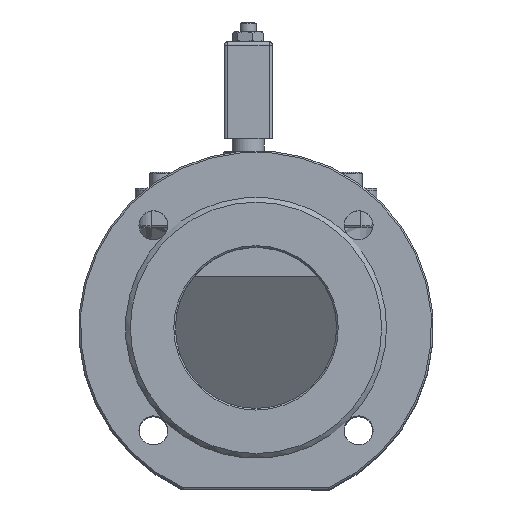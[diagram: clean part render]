
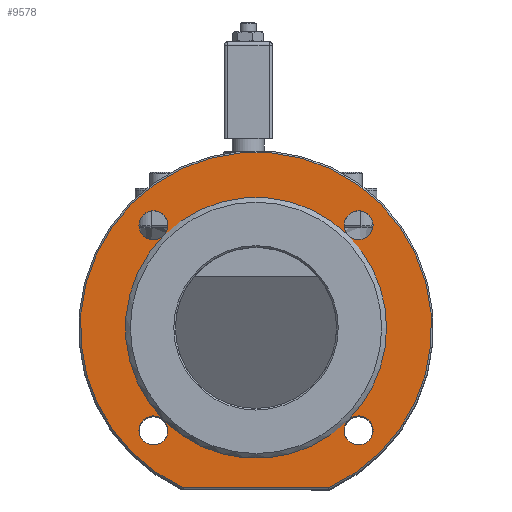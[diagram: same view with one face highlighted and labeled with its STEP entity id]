
A CAD part, top view. The second image highlights one B-rep face of the part: STEP entity #9578.
In plain terms, the highlighted planar face has unit normal (0, 0, 1).
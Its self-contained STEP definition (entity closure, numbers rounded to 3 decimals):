
#186=FACE_BOUND('',#1477,.T.);
#232=PLANE('',#10228);
#508=CIRCLE('',#10209,109.);
#525=CIRCLE('',#10229,9.);
#526=CIRCLE('',#10230,81.);
#527=CIRCLE('',#10231,9.);
#528=CIRCLE('',#10232,9.);
#529=CIRCLE('',#10233,81.);
#530=CIRCLE('',#10234,9.);
#531=CIRCLE('',#10235,9.);
#532=CIRCLE('',#10236,81.);
#533=CIRCLE('',#10237,81.);
#534=CIRCLE('',#10238,9.);
#535=CIRCLE('',#10239,9.);
#536=CIRCLE('',#10240,81.);
#537=CIRCLE('',#10241,9.);
#929=FACE_OUTER_BOUND('',#1476,.T.);
#1476=EDGE_LOOP('',(#6174,#6175));
#1477=EDGE_LOOP('',(#6176,#6177,#6178,#6179,#6180,#6181,#6182,#6183,#6184,
#6185,#6186,#6187,#6188));
#2079=LINE('',#13940,#2841);
#2841=VECTOR('',#11181,10.);
#3804=VERTEX_POINT('',#13896);
#3805=VERTEX_POINT('',#13917);
#3826=VERTEX_POINT('',#13984);
#3827=VERTEX_POINT('',#13985);
#3828=VERTEX_POINT('',#13987);
#3829=VERTEX_POINT('',#13989);
#3830=VERTEX_POINT('',#13992);
#3831=VERTEX_POINT('',#13994);
#3832=VERTEX_POINT('',#13997);
#3833=VERTEX_POINT('',#13999);
#3834=VERTEX_POINT('',#14001);
#4712=EDGE_CURVE('',#3804,#3805,#508,.T.);
#4714=EDGE_CURVE('',#3805,#3804,#2079,.T.);
#4736=EDGE_CURVE('',#3826,#3827,#525,.T.);
#4737=EDGE_CURVE('',#3828,#3826,#526,.T.);
#4738=EDGE_CURVE('',#3829,#3828,#527,.T.);
#4739=EDGE_CURVE('',#3828,#3829,#528,.T.);
#4740=EDGE_CURVE('',#3830,#3828,#529,.T.);
#4741=EDGE_CURVE('',#3831,#3830,#530,.T.);
#4742=EDGE_CURVE('',#3830,#3831,#531,.T.);
#4743=EDGE_CURVE('',#3832,#3830,#532,.T.);
#4744=EDGE_CURVE('',#3833,#3832,#533,.T.);
#4745=EDGE_CURVE('',#3834,#3833,#534,.T.);
#4746=EDGE_CURVE('',#3833,#3834,#535,.T.);
#4747=EDGE_CURVE('',#3826,#3833,#536,.T.);
#4748=EDGE_CURVE('',#3827,#3826,#537,.T.);
#6174=ORIENTED_EDGE('',*,*,#4714,.F.);
#6175=ORIENTED_EDGE('',*,*,#4712,.F.);
#6176=ORIENTED_EDGE('',*,*,#4736,.F.);
#6177=ORIENTED_EDGE('',*,*,#4737,.F.);
#6178=ORIENTED_EDGE('',*,*,#4738,.F.);
#6179=ORIENTED_EDGE('',*,*,#4739,.F.);
#6180=ORIENTED_EDGE('',*,*,#4740,.F.);
#6181=ORIENTED_EDGE('',*,*,#4741,.F.);
#6182=ORIENTED_EDGE('',*,*,#4742,.F.);
#6183=ORIENTED_EDGE('',*,*,#4743,.F.);
#6184=ORIENTED_EDGE('',*,*,#4744,.F.);
#6185=ORIENTED_EDGE('',*,*,#4745,.F.);
#6186=ORIENTED_EDGE('',*,*,#4746,.F.);
#6187=ORIENTED_EDGE('',*,*,#4747,.F.);
#6188=ORIENTED_EDGE('',*,*,#4748,.F.);
#9578=ADVANCED_FACE('',(#929,#186),#232,.F.);
#10209=AXIS2_PLACEMENT_3D('',#13918,#11177,#11178);
#10228=AXIS2_PLACEMENT_3D('',#13983,#11221,#11222);
#10229=AXIS2_PLACEMENT_3D('',#13986,#11223,#11224);
#10230=AXIS2_PLACEMENT_3D('',#13988,#11225,#11226);
#10231=AXIS2_PLACEMENT_3D('',#13990,#11227,#11228);
#10232=AXIS2_PLACEMENT_3D('',#13991,#11229,#11230);
#10233=AXIS2_PLACEMENT_3D('',#13993,#11231,#11232);
#10234=AXIS2_PLACEMENT_3D('',#13995,#11233,#11234);
#10235=AXIS2_PLACEMENT_3D('',#13996,#11235,#11236);
#10236=AXIS2_PLACEMENT_3D('',#13998,#11237,#11238);
#10237=AXIS2_PLACEMENT_3D('',#14000,#11239,#11240);
#10238=AXIS2_PLACEMENT_3D('',#14002,#11241,#11242);
#10239=AXIS2_PLACEMENT_3D('',#14003,#11243,#11244);
#10240=AXIS2_PLACEMENT_3D('',#14004,#11245,#11246);
#10241=AXIS2_PLACEMENT_3D('',#14005,#11247,#11248);
#11177=DIRECTION('center_axis',(0.,0.,-1.));
#11178=DIRECTION('ref_axis',(1.,0.,0.));
#11181=DIRECTION('',(-1.,0.,0.));
#11221=DIRECTION('center_axis',(0.,0.,-1.));
#11222=DIRECTION('ref_axis',(-1.,0.,0.));
#11223=DIRECTION('center_axis',(0.,0.,1.));
#11224=DIRECTION('ref_axis',(1.,0.,0.));
#11225=DIRECTION('center_axis',(0.,0.,1.));
#11226=DIRECTION('ref_axis',(-1.,0.,0.));
#11227=DIRECTION('center_axis',(0.,0.,1.));
#11228=DIRECTION('ref_axis',(1.,0.,0.));
#11229=DIRECTION('center_axis',(0.,0.,1.));
#11230=DIRECTION('ref_axis',(1.,0.,0.));
#11231=DIRECTION('center_axis',(0.,0.,1.));
#11232=DIRECTION('ref_axis',(-1.,0.,0.));
#11233=DIRECTION('center_axis',(0.,0.,1.));
#11234=DIRECTION('ref_axis',(1.,0.,0.));
#11235=DIRECTION('center_axis',(0.,0.,1.));
#11236=DIRECTION('ref_axis',(1.,0.,0.));
#11237=DIRECTION('center_axis',(0.,0.,1.));
#11238=DIRECTION('ref_axis',(-1.,0.,0.));
#11239=DIRECTION('center_axis',(0.,0.,1.));
#11240=DIRECTION('ref_axis',(-1.,0.,0.));
#11241=DIRECTION('center_axis',(0.,0.,1.));
#11242=DIRECTION('ref_axis',(1.,0.,0.));
#11243=DIRECTION('center_axis',(0.,0.,1.));
#11244=DIRECTION('ref_axis',(1.,0.,0.));
#11245=DIRECTION('center_axis',(0.,0.,1.));
#11246=DIRECTION('ref_axis',(-1.,0.,0.));
#11247=DIRECTION('center_axis',(0.,0.,1.));
#11248=DIRECTION('ref_axis',(1.,0.,0.));
#13896=CARTESIAN_POINT('',(-45.607,-99.,0.));
#13917=CARTESIAN_POINT('',(45.607,-99.,0.));
#13918=CARTESIAN_POINT('Origin',(0.,0.,0.));
#13940=CARTESIAN_POINT('',(-27.679,-99.,0.));
#13983=CARTESIAN_POINT('Origin',(0.,0.,0.));
#13984=CARTESIAN_POINT('',(-57.276,-57.276,0.));
#13985=CARTESIAN_POINT('',(-72.64,-63.64,0.));
#13986=CARTESIAN_POINT('Origin',(-63.64,-63.64,0.));
#13987=CARTESIAN_POINT('',(-57.276,57.276,0.));
#13988=CARTESIAN_POINT('Origin',(0.,0.,0.));
#13989=CARTESIAN_POINT('',(-72.64,63.64,0.));
#13990=CARTESIAN_POINT('Origin',(-63.64,63.64,0.));
#13991=CARTESIAN_POINT('Origin',(-63.64,63.64,0.));
#13992=CARTESIAN_POINT('',(57.276,57.276,0.));
#13993=CARTESIAN_POINT('Origin',(0.,0.,0.));
#13994=CARTESIAN_POINT('',(54.64,63.64,0.));
#13995=CARTESIAN_POINT('Origin',(63.64,63.64,0.));
#13996=CARTESIAN_POINT('Origin',(63.64,63.64,0.));
#13997=CARTESIAN_POINT('',(81.,0.,0.));
#13998=CARTESIAN_POINT('Origin',(0.,0.,0.));
#13999=CARTESIAN_POINT('',(57.276,-57.276,0.));
#14000=CARTESIAN_POINT('Origin',(0.,0.,0.));
#14001=CARTESIAN_POINT('',(54.64,-63.64,0.));
#14002=CARTESIAN_POINT('Origin',(63.64,-63.64,0.));
#14003=CARTESIAN_POINT('Origin',(63.64,-63.64,0.));
#14004=CARTESIAN_POINT('Origin',(0.,0.,0.));
#14005=CARTESIAN_POINT('Origin',(-63.64,-63.64,0.));
